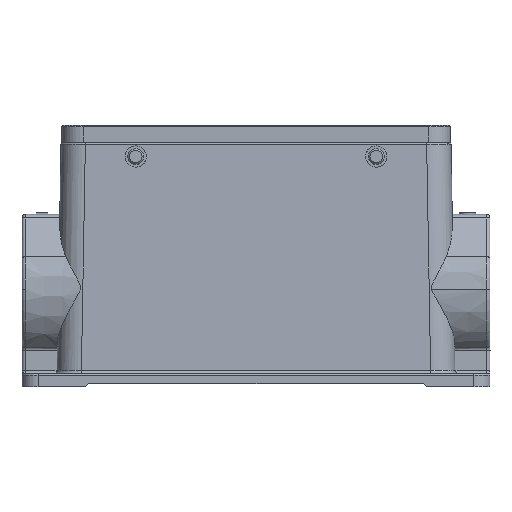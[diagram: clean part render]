
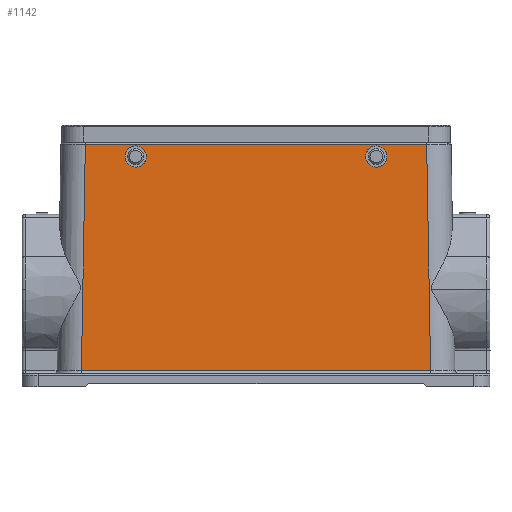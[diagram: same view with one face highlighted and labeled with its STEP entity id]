
A CAD part, top view. The second image highlights one B-rep face of the part: STEP entity #1142.
In plain terms, the highlighted planar face has unit normal (0, 0.018, 1).
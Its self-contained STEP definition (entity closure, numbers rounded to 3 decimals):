
#185=(
BOUNDED_CURVE()
B_SPLINE_CURVE(3,(#10186,#10187,#10188,#10189),.UNSPECIFIED.,.F.,.F.)
B_SPLINE_CURVE_WITH_KNOTS((4,4),(0.,1.),.UNSPECIFIED.)
CURVE()
GEOMETRIC_REPRESENTATION_ITEM()
RATIONAL_B_SPLINE_CURVE((1.,0.333,0.333,1.))
REPRESENTATION_ITEM('')
);
#186=(
BOUNDED_CURVE()
B_SPLINE_CURVE(3,(#10210,#10211,#10212,#10213),.UNSPECIFIED.,.F.,.F.)
B_SPLINE_CURVE_WITH_KNOTS((4,4),(0.,1.),.UNSPECIFIED.)
CURVE()
GEOMETRIC_REPRESENTATION_ITEM()
RATIONAL_B_SPLINE_CURVE((1.,0.333,0.333,1.))
REPRESENTATION_ITEM('')
);
#190=(
BOUNDED_CURVE()
B_SPLINE_CURVE(3,(#11267,#11268,#11269,#11270),.UNSPECIFIED.,.F.,.F.)
B_SPLINE_CURVE_WITH_KNOTS((4,4),(0.,1.),.UNSPECIFIED.)
CURVE()
GEOMETRIC_REPRESENTATION_ITEM()
RATIONAL_B_SPLINE_CURVE((1.,0.333,0.333,1.))
REPRESENTATION_ITEM('')
);
#191=(
BOUNDED_CURVE()
B_SPLINE_CURVE(3,(#11276,#11277,#11278,#11279),.UNSPECIFIED.,.F.,.F.)
B_SPLINE_CURVE_WITH_KNOTS((4,4),(0.,1.),.UNSPECIFIED.)
CURVE()
GEOMETRIC_REPRESENTATION_ITEM()
RATIONAL_B_SPLINE_CURVE((1.,0.333,0.333,1.))
REPRESENTATION_ITEM('')
);
#505=FACE_BOUND('',#2055,.T.);
#506=FACE_BOUND('',#2056,.T.);
#507=FACE_BOUND('',#2057,.T.);
#1142=ADVANCED_FACE('NONE',(#505,#506,#507),#1393,.T.);
#1393=PLANE('',#6844);
#2055=EDGE_LOOP('',(#3213,#3214));
#2056=EDGE_LOOP('',(#3215,#3216,#3217,#3218));
#2057=EDGE_LOOP('',(#3219,#3220));
#3213=ORIENTED_EDGE('',*,*,#5281,.T.);
#3214=ORIENTED_EDGE('',*,*,#5152,.T.);
#3215=ORIENTED_EDGE('',*,*,#5282,.F.);
#3216=ORIENTED_EDGE('',*,*,#5156,.T.);
#3217=ORIENTED_EDGE('',*,*,#5283,.F.);
#3218=ORIENTED_EDGE('',*,*,#5284,.F.);
#3219=ORIENTED_EDGE('',*,*,#5285,.T.);
#3220=ORIENTED_EDGE('',*,*,#5159,.T.);
#4415=VERTEX_POINT('',#10183);
#4416=VERTEX_POINT('',#10185);
#4417=VERTEX_POINT('',#10195);
#4420=VERTEX_POINT('',#10203);
#4421=VERTEX_POINT('',#10207);
#4422=VERTEX_POINT('',#10209);
#4501=VERTEX_POINT('',#11272);
#4502=VERTEX_POINT('',#11274);
#5152=EDGE_CURVE('NONE',#4415,#4416,#185,.T.);
#5156=EDGE_CURVE('NONE',#4417,#4420,#5867,.T.);
#5159=EDGE_CURVE('NONE',#4421,#4422,#186,.T.);
#5281=EDGE_CURVE('NONE',#4416,#4415,#190,.T.);
#5282=EDGE_CURVE('NONE',#4417,#4501,#5920,.T.);
#5283=EDGE_CURVE('NONE',#4502,#4420,#5921,.T.);
#5284=EDGE_CURVE('NONE',#4501,#4502,#5922,.T.);
#5285=EDGE_CURVE('NONE',#4422,#4421,#191,.T.);
#5867=LINE('',#10204,#6272);
#5920=LINE('',#11271,#6325);
#5921=LINE('',#11273,#6326);
#5922=LINE('',#11275,#6327);
#6272=VECTOR('',#7887,1.);
#6325=VECTOR('',#8076,1.);
#6326=VECTOR('',#8077,1.);
#6327=VECTOR('',#8078,1.);
#6844=AXIS2_PLACEMENT_3D('',#11280,#8079,#8080);
#7887=DIRECTION('',(1.,0.,0.));
#8076=DIRECTION('',(0.017,1.,-0.017));
#8077=DIRECTION('',(0.017,-1.,0.017));
#8078=DIRECTION('',(1.,0.,0.));
#8079=DIRECTION('',(0.,0.017,1.));
#8080=DIRECTION('',(0.,-1.,0.017));
#10183=CARTESIAN_POINT('',(-33.75,70.8,21.573));
#10185=CARTESIAN_POINT('',(-40.25,70.8,21.573));
#10186=CARTESIAN_POINT('',(-33.75,70.8,21.573));
#10187=CARTESIAN_POINT('',(-33.75,64.3,21.687));
#10188=CARTESIAN_POINT('',(-40.25,64.3,21.687));
#10189=CARTESIAN_POINT('',(-40.25,70.8,21.573));
#10195=CARTESIAN_POINT('',(-53.723,4.983,22.722));
#10203=CARTESIAN_POINT('',(53.723,4.983,22.722));
#10204=CARTESIAN_POINT('',(-63.061,4.983,22.722));
#10207=CARTESIAN_POINT('',(40.25,70.8,21.573));
#10209=CARTESIAN_POINT('',(33.75,70.8,21.573));
#10210=CARTESIAN_POINT('',(40.25,70.8,21.573));
#10211=CARTESIAN_POINT('',(40.25,64.3,21.687));
#10212=CARTESIAN_POINT('',(33.75,64.3,21.687));
#10213=CARTESIAN_POINT('',(33.75,70.8,21.573));
#11267=CARTESIAN_POINT('',(-40.25,70.8,21.573));
#11268=CARTESIAN_POINT('',(-40.25,77.3,21.46));
#11269=CARTESIAN_POINT('',(-33.75,77.3,21.46));
#11270=CARTESIAN_POINT('',(-33.75,70.8,21.573));
#11271=CARTESIAN_POINT('',(-52.496,75.27,21.495));
#11272=CARTESIAN_POINT('',(-52.51,74.509,21.509));
#11273=CARTESIAN_POINT('',(52.496,75.27,21.495));
#11274=CARTESIAN_POINT('',(52.51,74.509,21.509));
#11275=CARTESIAN_POINT('',(-53.991,74.509,21.509));
#11276=CARTESIAN_POINT('',(33.75,70.8,21.573));
#11277=CARTESIAN_POINT('',(33.75,77.3,21.46));
#11278=CARTESIAN_POINT('',(40.25,77.3,21.46));
#11279=CARTESIAN_POINT('',(40.25,70.8,21.573));
#11280=CARTESIAN_POINT('',(-63.061,75.,21.5));
